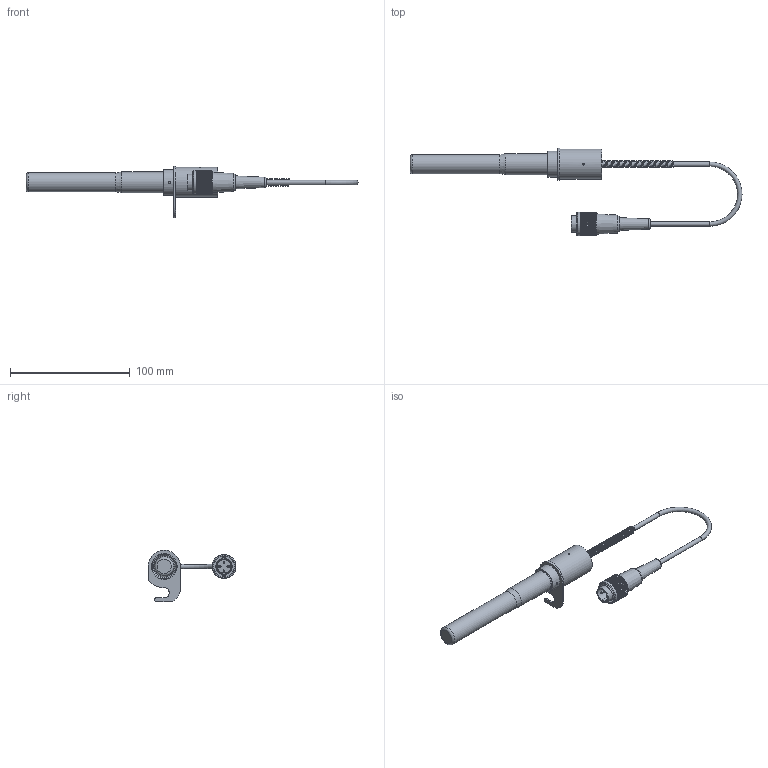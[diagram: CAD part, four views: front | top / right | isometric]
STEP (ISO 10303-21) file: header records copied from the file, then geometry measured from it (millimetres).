
FILE_DESCRIPTION(/* description */ (''),/* implementation_level */ '2;1');
FILE_NAME(/* name */ '1613 0104_XR3E-8-16 L13.stp',/* time_stamp */ '2024-09-05T11:25:30+02:00',/* author */ ('kuttig'),/* organization */ (''),/* preprocessor_version */ 'ST-DEVELOPER v16.13',/* originating_system */ 'Autodesk Inventor 2018',/* authorisation */ '');
FILE_SCHEMA (('AUTOMOTIVE_DESIGN { 1 0 10303 214 3 1 1 }'));
Length unit declared in the file: millimetre
Products named in the file (1): 1613 0104_XR3E-8-16 L13_Shrinkwrap_1
Bounding box: 277.35 x 73.45 x 43 mm (x, y, z)
Volume: 44620.6 mm3; surface area: 31949.6 mm2
Topology: 7 solids, 7 shells, 425 faces, 1156 edges, 759 vertices
Faces by surface type: plane 344, cylinder 48, cone 16, bspline 7, torus 6, sphere 4
Full cylindrical faces by diameter (mm): 1 x4, 1.49 x3, 1.5 x3, 1.7 x2, 3.7 x2, 6.3 x1, 10.2 x1, 13.6 x1, 13.9 x1, 16 x1, 17.1 x1, 17.5 x1, 18 x1, 18.2 x1, 19.9 x1, 20 x2, 21.5 x1, 25 x1
Entity records: 17689 total; most frequent: CARTESIAN_POINT 6480, DIRECTION 2270, ORIENTED_EDGE 2160, EDGE_CURVE 1080, AXIS2_PLACEMENT_3D 793, VERTEX_POINT 737, LINE 684, VECTOR 684
